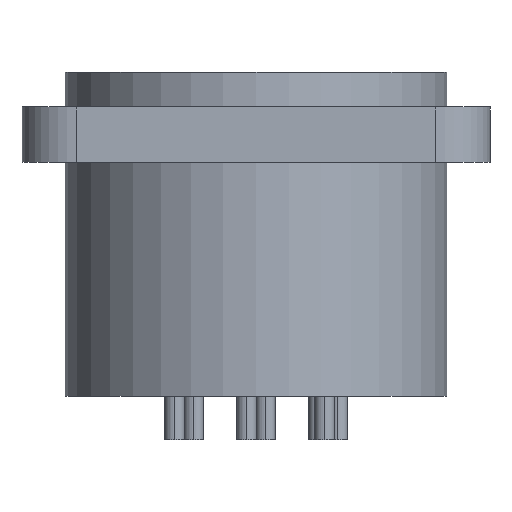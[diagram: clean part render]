
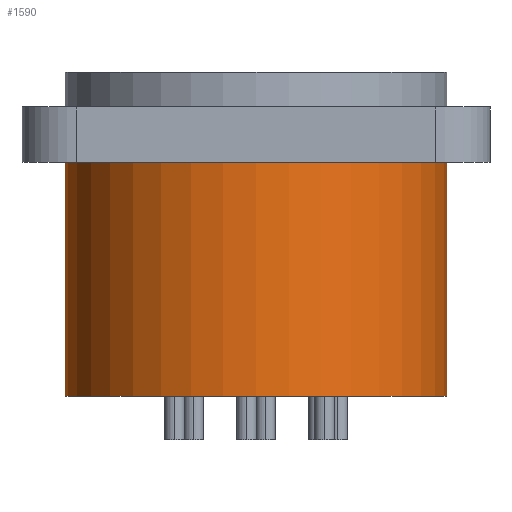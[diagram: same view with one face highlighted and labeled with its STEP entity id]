
A CAD part, left-side view. The second image highlights one B-rep face of the part: STEP entity #1590.
In plain terms, the highlighted cylindrical face has radius 15.5 mm (diameter 31 mm), a partial arc.
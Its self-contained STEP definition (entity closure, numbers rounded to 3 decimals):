
#501=CARTESIAN_POINT('',(0.,0.,0.));
#502=DIRECTION('',(0.,0.,1.));
#503=DIRECTION('',(0.,1.,0.));
#504=AXIS2_PLACEMENT_3D('',#501,#502,#503);
#587=DIRECTION('',(0.,0.,1.));
#588=VECTOR('',#587,19.);
#589=CARTESIAN_POINT('',(0.,15.5,-19.));
#590=LINE('',#589,#588);
#591=DIRECTION('',(0.,0.,1.));
#592=VECTOR('',#591,19.);
#593=CARTESIAN_POINT('',(0.,-15.5,-19.));
#594=LINE('',#593,#592);
#595=CARTESIAN_POINT('',(0.,0.,-19.));
#596=DIRECTION('',(0.,0.,1.));
#597=DIRECTION('',(0.,1.,0.));
#598=AXIS2_PLACEMENT_3D('',#595,#596,#597);
#972=CARTESIAN_POINT('',(0.,15.5,-19.));
#973=CARTESIAN_POINT('',(0.,15.5,0.));
#974=VERTEX_POINT('',#972);
#975=VERTEX_POINT('',#973);
#988=CARTESIAN_POINT('',(0.,-15.5,-19.));
#989=CARTESIAN_POINT('',(0.,-15.5,0.));
#990=VERTEX_POINT('',#988);
#991=VERTEX_POINT('',#989);
#1578=CARTESIAN_POINT('',(0.,0.,8.615));
#1579=DIRECTION('',(0.,0.,-1.));
#1580=DIRECTION('',(0.,-1.,0.));
#1581=AXIS2_PLACEMENT_3D('',#1578,#1579,#1580);
#1582=CYLINDRICAL_SURFACE('',#1581,15.5);
#1583=ORIENTED_EDGE('',*,*,#1568,.T.);
#1584=ORIENTED_EDGE('',*,*,#1534,.T.);
#1585=ORIENTED_EDGE('',*,*,#1572,.F.);
#1587=ORIENTED_EDGE('',*,*,#1586,.F.);
#1588=EDGE_LOOP('',(#1583,#1584,#1585,#1587));
#1589=FACE_OUTER_BOUND('',#1588,.F.);
#505=CIRCLE('',#504,15.5);
#599=CIRCLE('',#598,15.5);
#1534=EDGE_CURVE('',#975,#991,#505,.T.);
#1568=EDGE_CURVE('',#974,#975,#590,.T.);
#1572=EDGE_CURVE('',#990,#991,#594,.T.);
#1586=EDGE_CURVE('',#974,#990,#599,.T.);
#1590=ADVANCED_FACE('',(#1589),#1582,.T.);
